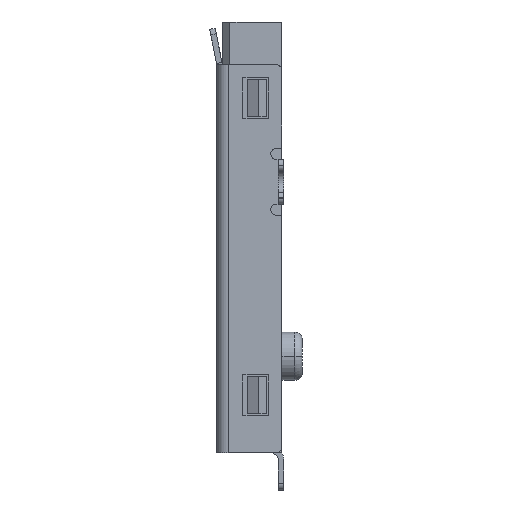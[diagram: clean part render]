
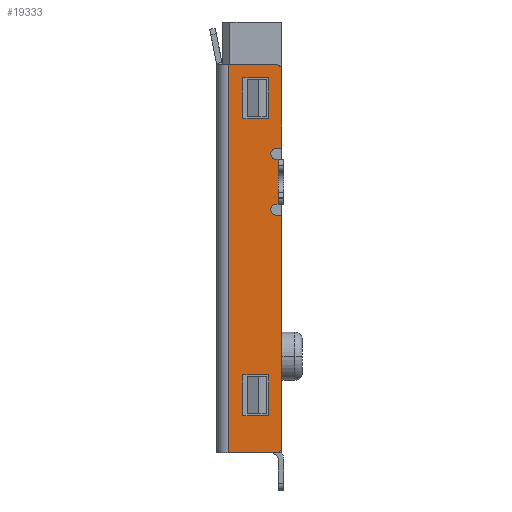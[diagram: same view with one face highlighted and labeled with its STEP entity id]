
A CAD part, left-side view. The second image highlights one B-rep face of the part: STEP entity #19333.
In plain terms, the highlighted planar face has unit normal (-1, 0, 0).
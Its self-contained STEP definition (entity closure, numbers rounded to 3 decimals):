
#5006=DIRECTION('',(0.,0.,-1.));
#5007=VECTOR('',#5006,10.45);
#5008=CARTESIAN_POINT('',(-6.85,1.45,8.));
#5009=LINE('',#5008,#5007);
#5049=DIRECTION('',(0.,-1.,0.));
#5050=VECTOR('',#5049,0.7);
#5051=CARTESIAN_POINT('',(-6.85,1.05,-1.45));
#5052=LINE('',#5051,#5050);
#5053=DIRECTION('',(0.,0.,1.));
#5054=VECTOR('',#5053,1.1);
#5055=CARTESIAN_POINT('',(-6.85,0.35,-1.45));
#5056=LINE('',#5055,#5054);
#5057=DIRECTION('',(0.,1.,0.));
#5058=VECTOR('',#5057,0.7);
#5059=CARTESIAN_POINT('',(-6.85,0.35,-0.35));
#5060=LINE('',#5059,#5058);
#5061=DIRECTION('',(0.,0.,-1.));
#5062=VECTOR('',#5061,1.1);
#5063=CARTESIAN_POINT('',(-6.85,1.05,-0.35));
#5064=LINE('',#5063,#5062);
#5065=DIRECTION('',(0.,-1.,0.));
#5066=VECTOR('',#5065,0.7);
#5067=CARTESIAN_POINT('',(-6.85,1.05,6.55));
#5068=LINE('',#5067,#5066);
#5069=DIRECTION('',(0.,0.,1.));
#5070=VECTOR('',#5069,1.1);
#5071=CARTESIAN_POINT('',(-6.85,0.35,6.55));
#5072=LINE('',#5071,#5070);
#5073=DIRECTION('',(0.,1.,0.));
#5074=VECTOR('',#5073,0.7);
#5075=CARTESIAN_POINT('',(-6.85,0.35,7.65));
#5076=LINE('',#5075,#5074);
#5077=DIRECTION('',(0.,0.,-1.));
#5078=VECTOR('',#5077,1.1);
#5079=CARTESIAN_POINT('',(-6.85,1.05,7.65));
#5080=LINE('',#5079,#5078);
#5081=DIRECTION('',(0.,1.,0.));
#5082=VECTOR('',#5081,0.05);
#5083=CARTESIAN_POINT('',(-6.85,0.1,4.25));
#5084=LINE('',#5083,#5082);
#5085=CARTESIAN_POINT('',(-6.85,0.15,4.1));
#5086=DIRECTION('',(1.,0.,0.));
#5087=DIRECTION('',(0.,0.,-1.));
#5088=AXIS2_PLACEMENT_3D('',#5085,#5086,#5087);
#5090=DIRECTION('',(0.,1.,0.));
#5091=VECTOR('',#5090,0.15);
#5092=CARTESIAN_POINT('',(-6.85,0.,3.95));
#5093=LINE('',#5092,#5091);
#5094=DIRECTION('',(0.,0.,1.));
#5095=VECTOR('',#5094,6.25);
#5096=CARTESIAN_POINT('',(-6.85,0.,-2.3));
#5097=LINE('',#5096,#5095);
#5098=CARTESIAN_POINT('',(-6.85,0.15,-2.3));
#5099=DIRECTION('',(-1.,0.,0.));
#5100=DIRECTION('',(0.,0.,-1.));
#5101=AXIS2_PLACEMENT_3D('',#5098,#5099,#5100);
#5103=DIRECTION('',(0.,-1.,0.));
#5104=VECTOR('',#5103,1.3);
#5105=CARTESIAN_POINT('',(-6.85,1.45,-2.45));
#5106=LINE('',#5105,#5104);
#5107=DIRECTION('',(0.,1.,0.));
#5108=VECTOR('',#5107,1.3);
#5109=CARTESIAN_POINT('',(-6.85,0.15,8.));
#5110=LINE('',#5109,#5108);
#5111=CARTESIAN_POINT('',(-6.85,0.15,7.85));
#5112=DIRECTION('',(-1.,0.,0.));
#5113=DIRECTION('',(0.,-1.,0.));
#5114=AXIS2_PLACEMENT_3D('',#5111,#5112,#5113);
#5116=DIRECTION('',(0.,0.,1.));
#5117=VECTOR('',#5116,2.1);
#5118=CARTESIAN_POINT('',(-6.85,0.,5.75));
#5119=LINE('',#5118,#5117);
#5120=DIRECTION('',(0.,1.,0.));
#5121=VECTOR('',#5120,0.15);
#5122=CARTESIAN_POINT('',(-6.85,0.,5.75));
#5123=LINE('',#5122,#5121);
#5124=CARTESIAN_POINT('',(-6.85,0.15,5.6));
#5125=DIRECTION('',(1.,0.,0.));
#5126=DIRECTION('',(0.,0.,-1.));
#5127=AXIS2_PLACEMENT_3D('',#5124,#5125,#5126);
#5129=DIRECTION('',(0.,-1.,0.));
#5130=VECTOR('',#5129,0.05);
#5131=CARTESIAN_POINT('',(-6.85,0.15,5.45));
#5132=LINE('',#5131,#5130);
#5377=DIRECTION('',(0.,0.,-1.));
#5378=VECTOR('',#5377,1.2);
#5379=CARTESIAN_POINT('',(-6.85,0.1,5.45));
#5380=LINE('',#5379,#5378);
#10230=CARTESIAN_POINT('',(-6.85,1.45,8.));
#10232=VERTEX_POINT('',#10230);
#10234=CARTESIAN_POINT('',(-6.85,1.45,-2.45));
#10235=VERTEX_POINT('',#10234);
#10280=CARTESIAN_POINT('',(-6.85,1.05,-1.45));
#10281=CARTESIAN_POINT('',(-6.85,0.35,-1.45));
#10282=VERTEX_POINT('',#10280);
#10283=VERTEX_POINT('',#10281);
#10284=CARTESIAN_POINT('',(-6.85,0.35,-0.35));
#10285=VERTEX_POINT('',#10284);
#10286=CARTESIAN_POINT('',(-6.85,1.05,-0.35));
#10287=VERTEX_POINT('',#10286);
#10288=CARTESIAN_POINT('',(-6.85,1.05,6.55));
#10289=CARTESIAN_POINT('',(-6.85,0.35,6.55));
#10290=VERTEX_POINT('',#10288);
#10291=VERTEX_POINT('',#10289);
#10292=CARTESIAN_POINT('',(-6.85,0.35,7.65));
#10293=VERTEX_POINT('',#10292);
#10294=CARTESIAN_POINT('',(-6.85,1.05,7.65));
#10295=VERTEX_POINT('',#10294);
#10396=CARTESIAN_POINT('',(-6.85,0.15,-2.45));
#10397=CARTESIAN_POINT('',(-6.85,0.,-2.3));
#10398=VERTEX_POINT('',#10396);
#10399=VERTEX_POINT('',#10397);
#10404=CARTESIAN_POINT('',(-6.85,0.,7.85));
#10405=CARTESIAN_POINT('',(-6.85,0.15,8.));
#10406=VERTEX_POINT('',#10404);
#10407=VERTEX_POINT('',#10405);
#10480=CARTESIAN_POINT('',(-6.85,0.15,5.45));
#10481=CARTESIAN_POINT('',(-6.85,0.1,5.45));
#10482=VERTEX_POINT('',#10480);
#10483=VERTEX_POINT('',#10481);
#10484=CARTESIAN_POINT('',(-6.85,0.1,4.25));
#10485=CARTESIAN_POINT('',(-6.85,0.15,4.25));
#10486=VERTEX_POINT('',#10484);
#10487=VERTEX_POINT('',#10485);
#10488=CARTESIAN_POINT('',(-6.85,0.15,3.95));
#10489=VERTEX_POINT('',#10488);
#10490=CARTESIAN_POINT('',(-6.85,0.,3.95));
#10491=VERTEX_POINT('',#10490);
#10492=CARTESIAN_POINT('',(-6.85,0.,5.75));
#10493=CARTESIAN_POINT('',(-6.85,0.15,5.75));
#10494=VERTEX_POINT('',#10492);
#10495=VERTEX_POINT('',#10493);
#19281=CARTESIAN_POINT('',(-6.85,1.75,-2.45));
#19282=DIRECTION('',(-1.,0.,0.));
#19283=DIRECTION('',(0.,0.,-1.));
#19284=AXIS2_PLACEMENT_3D('',#19281,#19282,#19283);
#19285=PLANE('',#19284);
#19287=ORIENTED_EDGE('',*,*,#19286,.T.);
#19289=ORIENTED_EDGE('',*,*,#19288,.T.);
#19291=ORIENTED_EDGE('',*,*,#19290,.F.);
#19293=ORIENTED_EDGE('',*,*,#19292,.F.);
#19295=ORIENTED_EDGE('',*,*,#19294,.F.);
#19296=ORIENTED_EDGE('',*,*,#19271,.F.);
#19297=ORIENTED_EDGE('',*,*,#19261,.F.);
#19298=ORIENTED_EDGE('',*,*,#19202,.F.);
#19300=ORIENTED_EDGE('',*,*,#19299,.F.);
#19302=ORIENTED_EDGE('',*,*,#19301,.F.);
#19304=ORIENTED_EDGE('',*,*,#19303,.F.);
#19306=ORIENTED_EDGE('',*,*,#19305,.T.);
#19308=ORIENTED_EDGE('',*,*,#19307,.F.);
#19310=ORIENTED_EDGE('',*,*,#19309,.T.);
#19311=EDGE_LOOP('',(#19287,#19289,#19291,#19293,#19295,#19296,#19297,#19298,
#19300,#19302,#19304,#19306,#19308,#19310));
#19312=FACE_OUTER_BOUND('',#19311,.F.);
#19314=ORIENTED_EDGE('',*,*,#19313,.T.);
#19316=ORIENTED_EDGE('',*,*,#19315,.T.);
#19318=ORIENTED_EDGE('',*,*,#19317,.T.);
#19320=ORIENTED_EDGE('',*,*,#19319,.T.);
#19321=EDGE_LOOP('',(#19314,#19316,#19318,#19320));
#19322=FACE_BOUND('',#19321,.F.);
#19324=ORIENTED_EDGE('',*,*,#19323,.T.);
#19326=ORIENTED_EDGE('',*,*,#19325,.T.);
#19328=ORIENTED_EDGE('',*,*,#19327,.T.);
#19330=ORIENTED_EDGE('',*,*,#19329,.T.);
#19331=EDGE_LOOP('',(#19324,#19326,#19328,#19330));
#19332=FACE_BOUND('',#19331,.F.);
#19333=ADVANCED_FACE('',(#19312,#19322,#19332),#19285,.T.);
#5089=CIRCLE('',#5088,0.15);
#5102=CIRCLE('',#5101,0.15);
#5115=CIRCLE('',#5114,0.15);
#5128=CIRCLE('',#5127,0.15);
#19202=EDGE_CURVE('',#10232,#10235,#5009,.T.);
#19261=EDGE_CURVE('',#10235,#10398,#5106,.T.);
#19271=EDGE_CURVE('',#10398,#10399,#5102,.T.);
#19286=EDGE_CURVE('',#10483,#10486,#5380,.T.);
#19288=EDGE_CURVE('',#10486,#10487,#5084,.T.);
#19290=EDGE_CURVE('',#10489,#10487,#5089,.T.);
#19292=EDGE_CURVE('',#10491,#10489,#5093,.T.);
#19294=EDGE_CURVE('',#10399,#10491,#5097,.T.);
#19299=EDGE_CURVE('',#10407,#10232,#5110,.T.);
#19301=EDGE_CURVE('',#10406,#10407,#5115,.T.);
#19303=EDGE_CURVE('',#10494,#10406,#5119,.T.);
#19305=EDGE_CURVE('',#10494,#10495,#5123,.T.);
#19307=EDGE_CURVE('',#10482,#10495,#5128,.T.);
#19309=EDGE_CURVE('',#10482,#10483,#5132,.T.);
#19313=EDGE_CURVE('',#10290,#10291,#5068,.T.);
#19315=EDGE_CURVE('',#10291,#10293,#5072,.T.);
#19317=EDGE_CURVE('',#10293,#10295,#5076,.T.);
#19319=EDGE_CURVE('',#10295,#10290,#5080,.T.);
#19323=EDGE_CURVE('',#10282,#10283,#5052,.T.);
#19325=EDGE_CURVE('',#10283,#10285,#5056,.T.);
#19327=EDGE_CURVE('',#10285,#10287,#5060,.T.);
#19329=EDGE_CURVE('',#10287,#10282,#5064,.T.);
